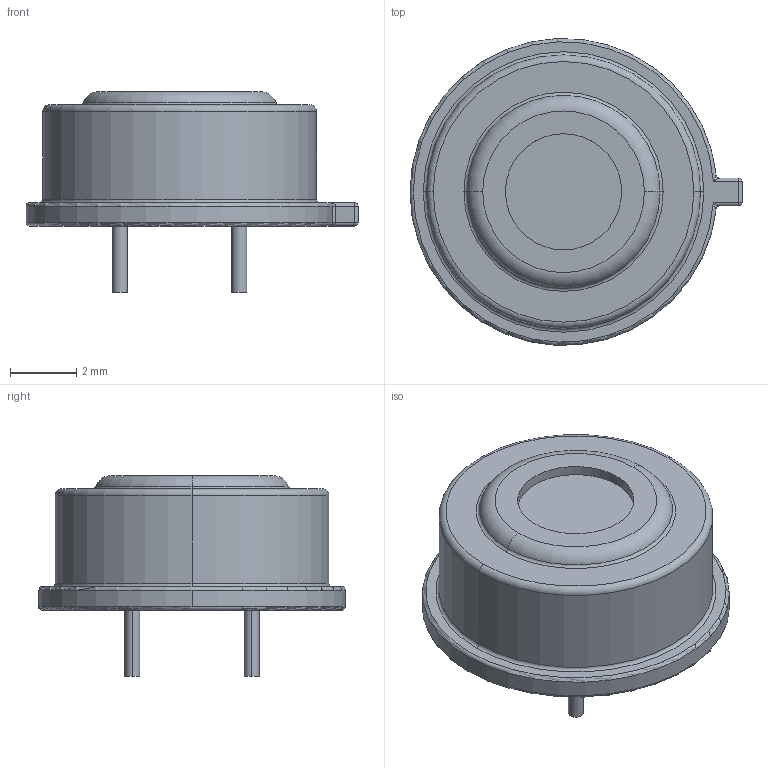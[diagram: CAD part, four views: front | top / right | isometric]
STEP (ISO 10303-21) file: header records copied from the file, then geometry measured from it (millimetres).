
FILE_DESCRIPTION(('FreeCAD Model'),'2;1');
FILE_NAME( 'MLX90614-TemperatureIR.step', '2017-08-04T15:06:48',('kicad StepUp'),('ksu MCAD'), 'Open CASCADE STEP processor 6.8','FreeCAD','Unknown');
FILE_SCHEMA(('AUTOMOTIVE_DESIGN_CC2 { 1 2 10303 214 -1 1 5 4 }'));
Length unit declared in the file: millimetre
Products named in the file (1): MLX90614-TemperatureIR
Bounding box: 10 x 9.24 x 6.05 mm (x, y, z)
Volume: 211.8 mm3; surface area: 249.3 mm2
Topology: 1 solids, 1 shells, 74 faces, 153 edges, 84 vertices
Faces by surface type: cylinder 32, torus 18, plane 16, sphere 4, bspline 4
Entity records: 2685 total; most frequent: CARTESIAN_POINT 588, DIRECTION 375, ORIENTED_EDGE 290, AXIS2_PLACEMENT_3D 167, EDGE_CURVE 145, CIRCLE 96, FACE_BOUND 85, EDGE_LOOP 85
